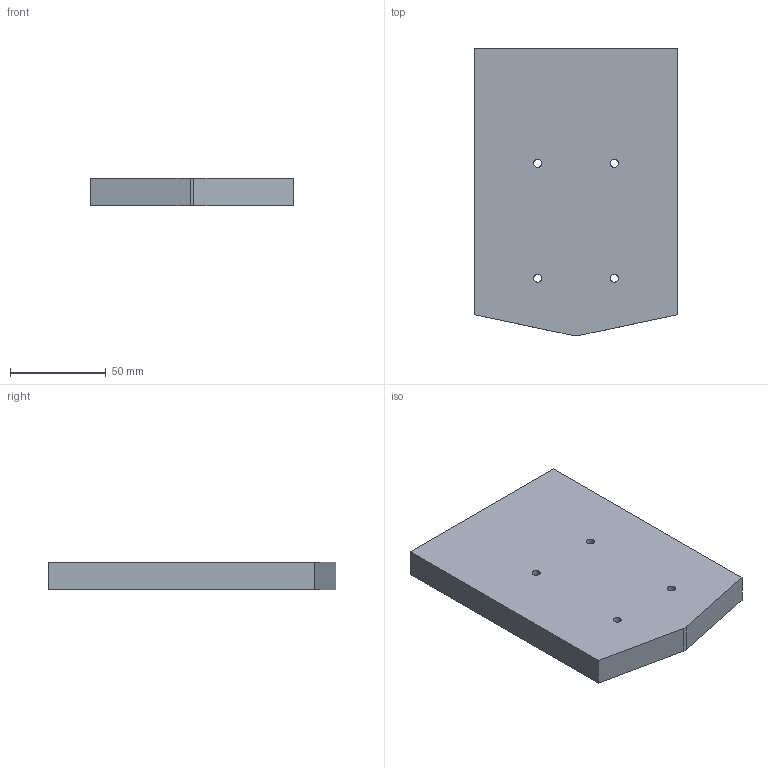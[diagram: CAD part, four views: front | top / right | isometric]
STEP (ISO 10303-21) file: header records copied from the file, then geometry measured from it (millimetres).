
FILE_DESCRIPTION(('FreeCAD Model'),'2;1');
FILE_NAME('Open CASCADE Shape Model','2024-08-01T10:59:52',('Author'),( ''),'Open CASCADE STEP processor 7.6','FreeCAD','Unknown');
FILE_SCHEMA(('AUTOMOTIVE_DESIGN { 1 0 10303 214 1 1 1 1 }'));
Length unit declared in the file: millimetre
Products named in the file (1): Bottom piece (replaces Tripod mount if Tripod mount not needed)
Bounding box: 106 x 150 x 14.5 mm (x, y, z)
Volume: 220454.9 mm3; surface area: 38765.5 mm2
Topology: 1 solids, 1 shells, 20 faces, 42 edges, 28 vertices
Faces by surface type: plane 12, cylinder 8
Full cylindrical faces by diameter (mm): 4.2 x4, 8.4 x4
Entity records: 582 total; most frequent: DIRECTION 100, CARTESIAN_POINT 91, ORIENTED_EDGE 84, EDGE_CURVE 42, AXIS2_PLACEMENT_3D 37, FACE_BOUND 32, EDGE_LOOP 32, VERTEX_POINT 28
